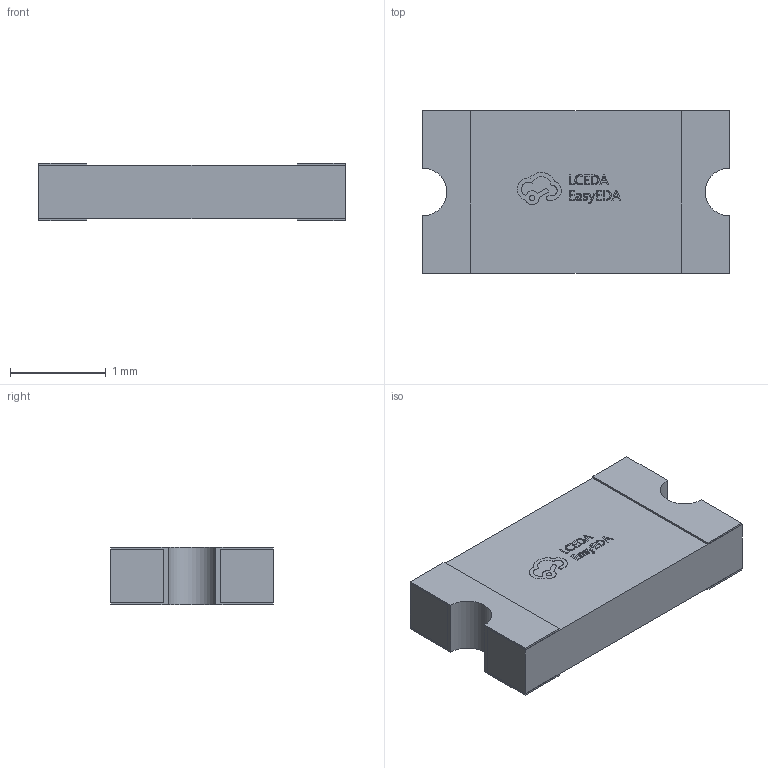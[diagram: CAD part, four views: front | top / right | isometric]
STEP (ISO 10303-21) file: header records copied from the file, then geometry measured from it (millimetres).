
FILE_DESCRIPTION (( 'STEP AP214' ), '1' );
FILE_NAME ('F1206_L3.2-W1.7-H0.6.step', '2022-06-28T10:37:23', ( '' ), ( '' ), 'SwSTEP 2.0', 'SolidWorks 2020', '' );
FILE_SCHEMA (( 'AUTOMOTIVE_DESIGN' ));
Length unit declared in the file: millimetre
Products named in the file (1): F1206_L3.2-W1.7-H0.6
Bounding box: 3.2 x 1.7 x 0.6 mm (x, y, z)
Volume: 3 mm3; surface area: 16.7 mm2
Topology: 1 solids, 1 shells, 318 faces, 870 edges, 580 vertices
Faces by surface type: plane 199, bspline 112, cylinder 7
Entity records: 14041 total; most frequent: CARTESIAN_POINT 3873, ORIENTED_EDGE 1740, DIRECTION 1070, EDGE_CURVE 870, VECTOR 628, LINE 628, VERTEX_POINT 580, EDGE_LOOP 344
